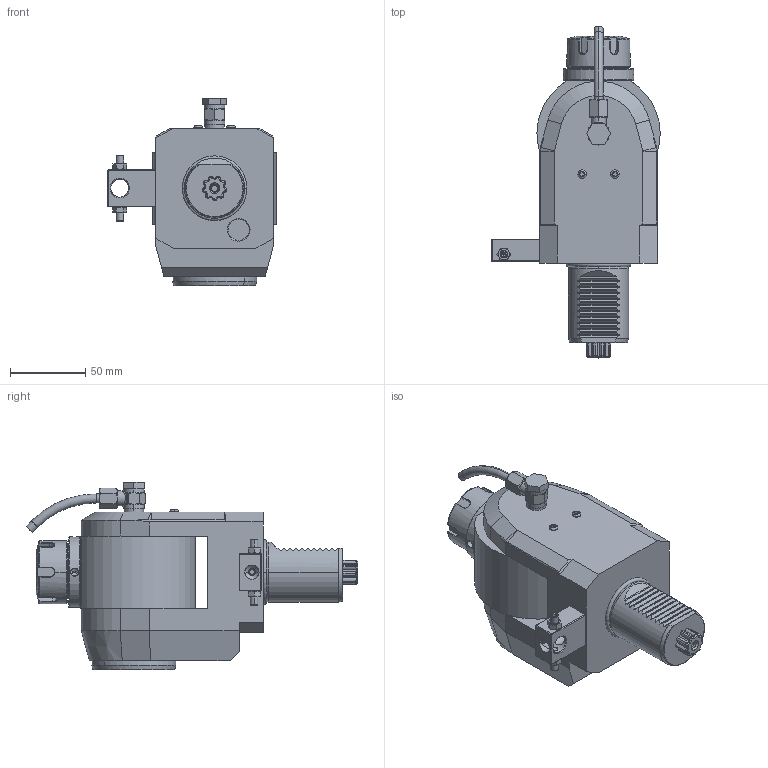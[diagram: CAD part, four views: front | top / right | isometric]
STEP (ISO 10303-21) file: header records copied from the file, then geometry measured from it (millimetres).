
FILE_DESCRIPTION((''),'2;1');
FILE_NAME('NGT1_40_511_25_1_2','2023-05-08T',('vali'),('NOVA GRUP'),'PRO/ENGINEER BY PARAMETRIC TECHNOLOGY CORPORATION, 2010280','PRO/ENGINEER BY PARAMETRIC TECHNOLOGY CORPORATION, 2010280','');
FILE_SCHEMA(('CONFIG_CONTROL_DESIGN'));
Length unit declared in the file: millimetre
Products named in the file (1): NGT1_40_511_25_1_2
Bounding box: 111.99 x 220.67 x 124.9 mm (x, y, z)
Volume: 908690.9 mm3; surface area: 83487.8 mm2
Topology: 1 solids, 3 shells, 607 faces, 1531 edges, 941 vertices
Faces by surface type: plane 226, cylinder 171, cone 94, bspline 78, torus 38
Entity records: 27159 total; most frequent: CARTESIAN_POINT 13497, ORIENTED_EDGE 3022, DIRECTION 2526, EDGE_CURVE 1511, VERTEX_POINT 941, AXIS2_PLACEMENT_3D 917, VECTOR 692, LINE 692
